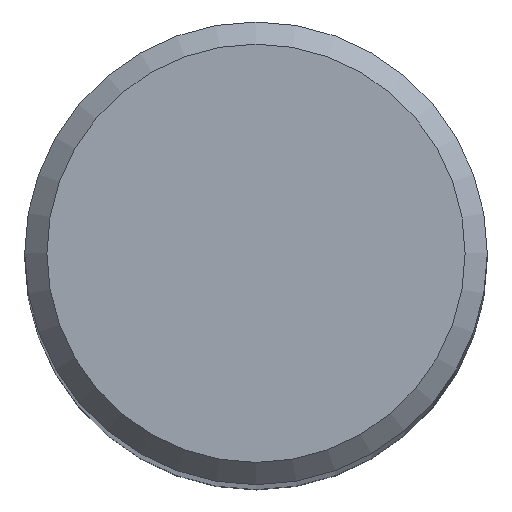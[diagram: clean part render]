
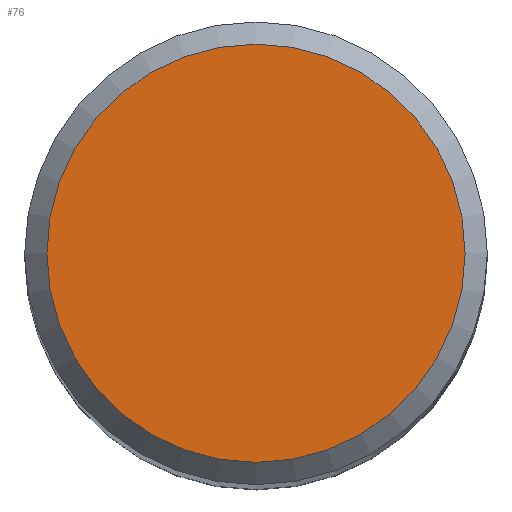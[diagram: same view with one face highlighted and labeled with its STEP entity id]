
A CAD part, top view. The second image highlights one B-rep face of the part: STEP entity #76.
In plain terms, the highlighted planar face has unit normal (0, 0, 1).
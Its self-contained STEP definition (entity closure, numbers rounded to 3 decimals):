
#76=ADVANCED_FACE('',(#93),#88,.T.);
#88=PLANE('',#191);
#93=FACE_OUTER_BOUND('',#98,.T.);
#98=EDGE_LOOP('',(#116));
#116=ORIENTED_EDGE('',*,*,#144,.F.);
#134=VERTEX_POINT('',#266);
#144=EDGE_CURVE('',#134,#134,#153,.T.);
#153=CIRCLE('',#190,2.87);
#190=AXIS2_PLACEMENT_3D('',#265,#219,#220);
#191=AXIS2_PLACEMENT_3D('',#267,#221,#222);
#219=DIRECTION('',(0.,0.,-1.));
#220=DIRECTION('',(-1.,0.,0.));
#221=DIRECTION('',(0.,0.,1.));
#222=DIRECTION('',(1.,0.,0.));
#265=CARTESIAN_POINT('',(0.,0.,36.));
#266=CARTESIAN_POINT('',(-2.87,0.,36.));
#267=CARTESIAN_POINT('',(2.87,0.,36.));
